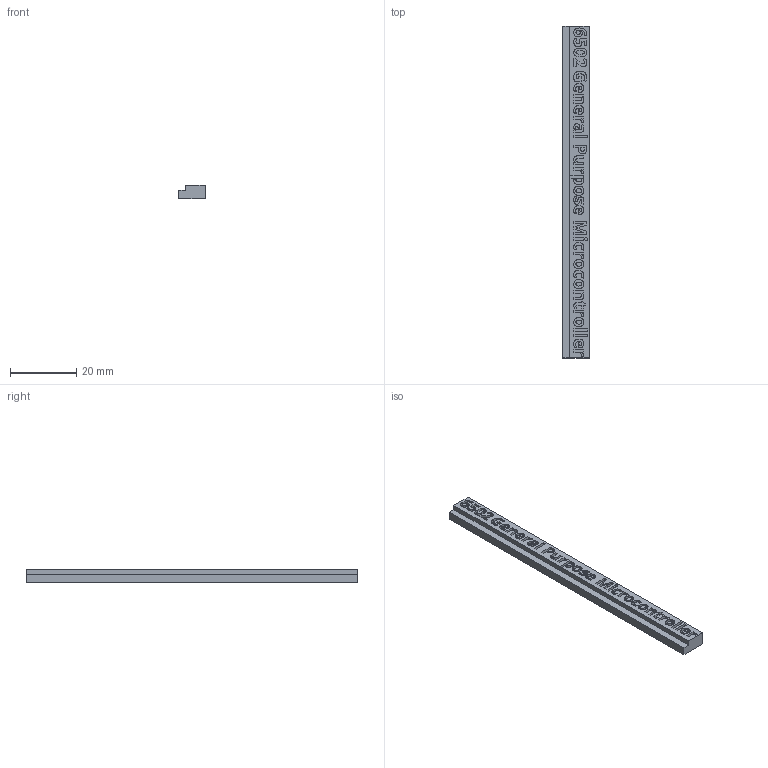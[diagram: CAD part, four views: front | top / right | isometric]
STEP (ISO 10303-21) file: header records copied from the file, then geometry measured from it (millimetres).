
FILE_DESCRIPTION(/* description */ ('STEP AP242','CAx-IF Rec.Pracs.---Representation and Presentation of Product Manufacturing Information (PMI)---4.0---2014-10-13','CAx-IF Rec.Pracs.---3D Tessellated Geometry---0.4---2014-09-14','2;1'),/* implementation_level */ '2;1');
FILE_NAME(/* name */ '6502 GPMC - Filler',/* time_stamp */ '2025-05-28T17:54:03Z',/* author */ (''),/* organization */ (''),/* preprocessor_version */ 'ST-DEVELOPER v20',/* originating_system */ 'ONSHAPE BY PTC INC, 1.198',/* authorisation */ ' ');
FILE_SCHEMA (('AP242_MANAGED_MODEL_BASED_3D_ENGINEERING_MIM_LF { 1 0 10303 442 1 1 4 }'));
Length unit declared in the file: metre
Products named in the file (1): Filler
Bounding box: 8 x 100 x 4.06 mm (x, y, z)
Volume: 2793.2 mm3; surface area: 2943.5 mm2
Topology: 1 solids, 1 shells, 602 faces, 1659 edges, 1106 vertices
Faces by surface type: bspline 271, plane 231, cylinder 100
Entity records: 20049 total; most frequent: CARTESIAN_POINT 6349, ORIENTED_EDGE 3318, DIRECTION 1981, EDGE_CURVE 1659, VERTEX_POINT 1106, LINE 917, VECTOR 917, EDGE_LOOP 649
